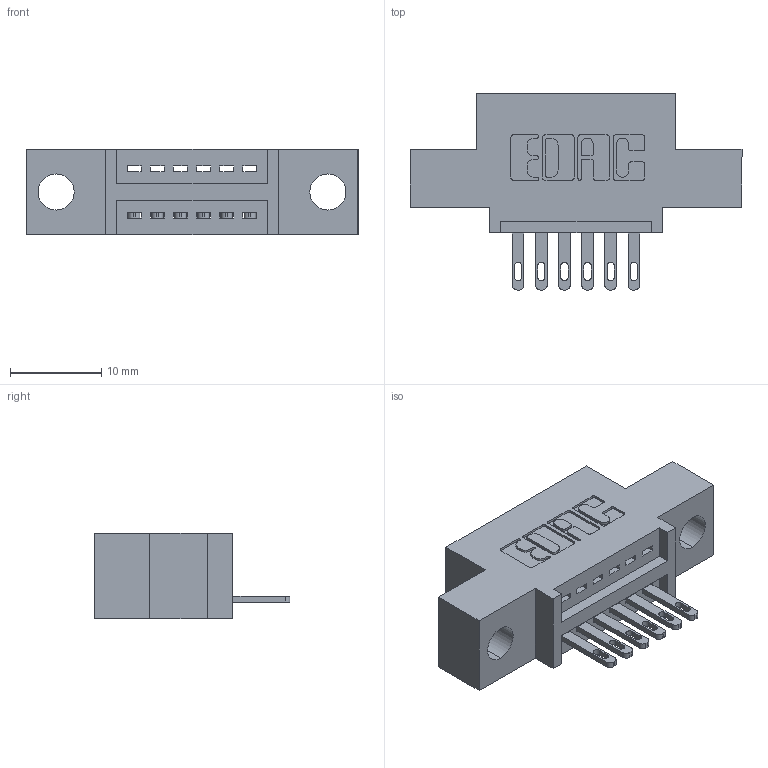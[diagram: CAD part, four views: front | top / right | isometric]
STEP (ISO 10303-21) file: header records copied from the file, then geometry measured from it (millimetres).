
FILE_DESCRIPTION (( 'STEP AP203' ), '1' );
FILE_NAME ('345-006-500-404.STEP', '2021-05-26T13:59:21', ( '' ), ( '' ), 'SwSTEP 2.0', 'SolidWorks 2020', '' );
FILE_SCHEMA (( 'CONFIG_CONTROL_DESIGN' ));
Length unit declared in the file: inch
Products named in the file (3): 345 Part_0.110 Offset - 0.156 Dia-TI; 345-006-500-404; 345-292-001_345-293-100
Assembly tree (7 placements, depth 2):
  345-006-500-404
    345 Part_0.110 Offset - 0.156 Dia-TI
    345-292-001_345-293-100  x6
Bounding box: 36.45 x 21.51 x 9.4 mm (x, y, z)
Volume: 2991.5 mm3; surface area: 3423.9 mm2
Topology: 7 solids, 7 shells, 468 faces, 1397 edges, 930 vertices
Faces by surface type: plane 302, cylinder 166
Entity records: 9843 total; most frequent: CARTESIAN_POINT 1716, ORIENTED_EDGE 1654, DIRECTION 1551, EDGE_CURVE 827, LINE 667, VECTOR 667, VERTEX_POINT 550, AXIS2_PLACEMENT_3D 442
